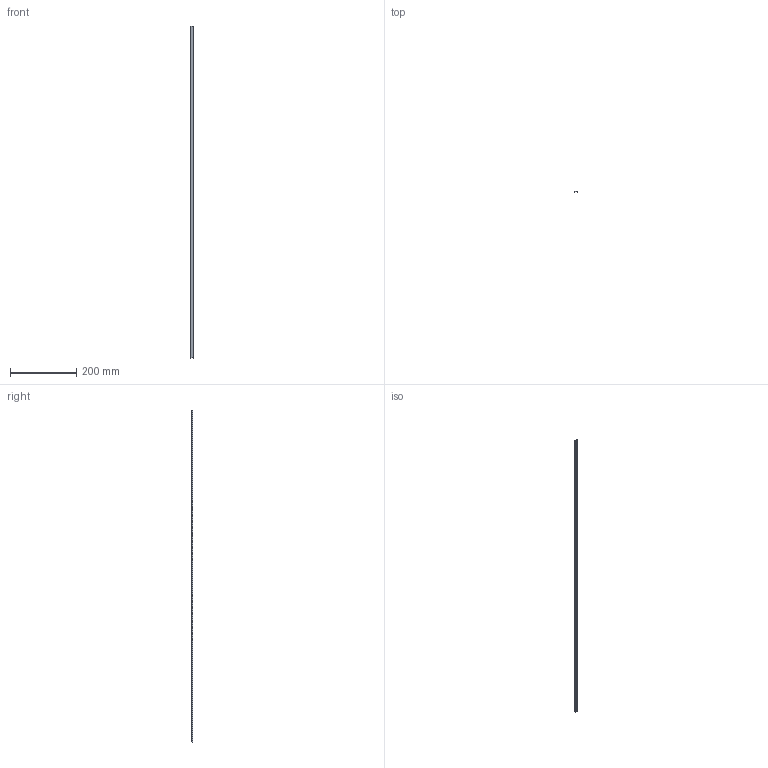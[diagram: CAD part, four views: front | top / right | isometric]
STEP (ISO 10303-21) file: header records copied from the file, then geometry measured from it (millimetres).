
FILE_DESCRIPTION (( 'STEP AP203' ), '1' );
FILE_NAME ('481146007_c_1.STEP', '2023-03-07T05:58:27', ( '' ), ( '' ), 'SwSTEP 2.0', 'SolidWorks 2014', '' );
FILE_SCHEMA (( 'CONFIG_CONTROL_DESIGN' ));
Length unit declared in the file: millimetre
Products named in the file (1): 481146007_c_1
Bounding box: 9.1 x 3.85 x 1000 mm (x, y, z)
Volume: 10385 mm3; surface area: 32688 mm2
Topology: 1 solids, 1 shells, 24 faces, 66 edges, 44 vertices
Faces by surface type: plane 24
Entity records: 827 total; most frequent: CARTESIAN_POINT 135, ORIENTED_EDGE 132, DIRECTION 116, VECTOR 66, EDGE_CURVE 66, LINE 66, VERTEX_POINT 44, AXIS2_PLACEMENT_3D 25
